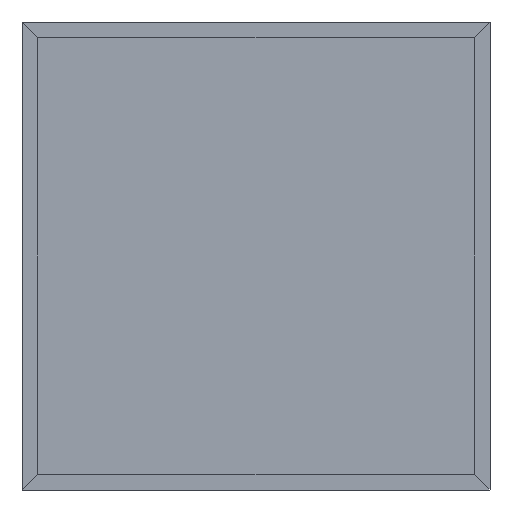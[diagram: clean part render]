
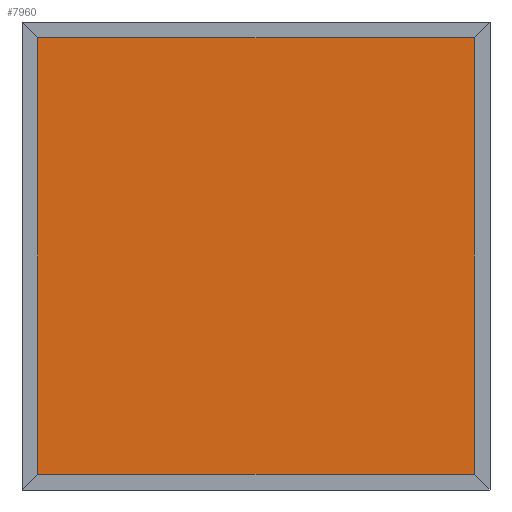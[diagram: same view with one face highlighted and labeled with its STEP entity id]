
A CAD part, front view. The second image highlights one B-rep face of the part: STEP entity #7960.
In plain terms, the highlighted face is planar.
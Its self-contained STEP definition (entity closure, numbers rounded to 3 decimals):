
#109 = EDGE_CURVE ( 'NONE', #7827, #6961, #6215, .T. ) ;
#131 = FACE_OUTER_BOUND ( 'NONE', #4728, .T. ) ;
#649 = CARTESIAN_POINT ( 'NONE',  ( -286., 286., -7.9 ) ) ;
#1515 = DIRECTION ( 'NONE',  ( -1., 0., 0. ) ) ;
#1692 = LINE ( 'NONE', #4161, #6744 ) ;
#1937 = EDGE_CURVE ( 'NONE', #4622, #3235, #2228, .T. ) ;
#2008 = DIRECTION ( 'NONE',  ( 0., -1., 0. ) ) ;
#2128 = DIRECTION ( 'NONE',  ( 0., 0., -1. ) ) ;
#2161 = CARTESIAN_POINT ( 'NONE',  ( 286., 286., -7.9 ) ) ;
#2210 = VECTOR ( 'NONE', #3839, 1000. ) ;
#2228 = LINE ( 'NONE', #4710, #4117 ) ;
#2663 = CARTESIAN_POINT ( 'NONE',  ( -286., -286., -7.9 ) ) ;
#3235 = VERTEX_POINT ( 'NONE', #649 ) ;
#3281 = DIRECTION ( 'NONE',  ( 1., 0., 0. ) ) ;
#3839 = DIRECTION ( 'NONE',  ( 0., -1., 0. ) ) ;
#4117 = VECTOR ( 'NONE', #1515, 1000. ) ;
#4161 = CARTESIAN_POINT ( 'NONE',  ( 286., -286., -7.9 ) ) ;
#4622 = VERTEX_POINT ( 'NONE', #2161 ) ;
#4710 = CARTESIAN_POINT ( 'NONE',  ( 286., 286., -7.9 ) ) ;
#4728 = EDGE_LOOP ( 'NONE', ( #6508, #7075, #6270, #7115 ) ) ;
#5197 = EDGE_CURVE ( 'NONE', #6961, #4622, #1692, .T. ) ;
#6032 = EDGE_CURVE ( 'NONE', #3235, #7827, #7014, .T. ) ;
#6215 = LINE ( 'NONE', #2663, #7154 ) ;
#6270 = ORIENTED_EDGE ( 'NONE', *, *, #109, .F. ) ;
#6406 = CARTESIAN_POINT ( 'NONE',  ( -286., 286., -7.9 ) ) ;
#6508 = ORIENTED_EDGE ( 'NONE', *, *, #1937, .F. ) ;
#6652 = DIRECTION ( 'NONE',  ( 0., 1., 0. ) ) ;
#6744 = VECTOR ( 'NONE', #6652, 1000. ) ;
#6814 = CARTESIAN_POINT ( 'NONE',  ( -286., -286., -7.9 ) ) ;
#6961 = VERTEX_POINT ( 'NONE', #8022 ) ;
#6979 = PLANE ( 'NONE',  #7642 ) ;
#7014 = LINE ( 'NONE', #6406, #2210 ) ;
#7075 = ORIENTED_EDGE ( 'NONE', *, *, #5197, .F. ) ;
#7115 = ORIENTED_EDGE ( 'NONE', *, *, #6032, .F. ) ;
#7154 = VECTOR ( 'NONE', #3281, 1000. ) ;
#7603 = CARTESIAN_POINT ( 'NONE',  ( 0., 0., -7.9 ) ) ;
#7642 = AXIS2_PLACEMENT_3D ( 'NONE', #7603, #2128, #2008 ) ;
#7827 = VERTEX_POINT ( 'NONE', #6814 ) ;
#7960 = ADVANCED_FACE ( 'NONE', ( #131 ), #6979, .T. ) ;
#8022 = CARTESIAN_POINT ( 'NONE',  ( 286., -286., -7.9 ) ) ;
